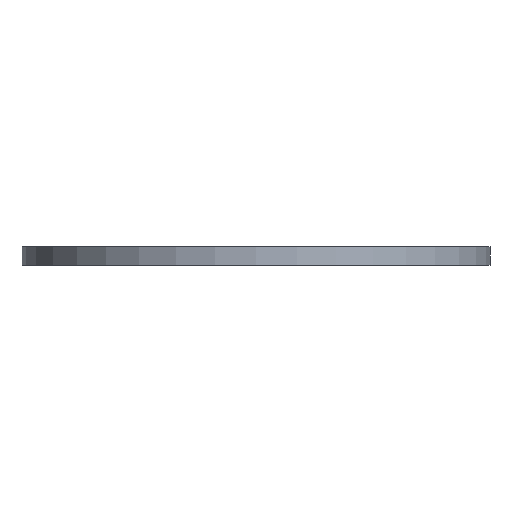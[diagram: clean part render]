
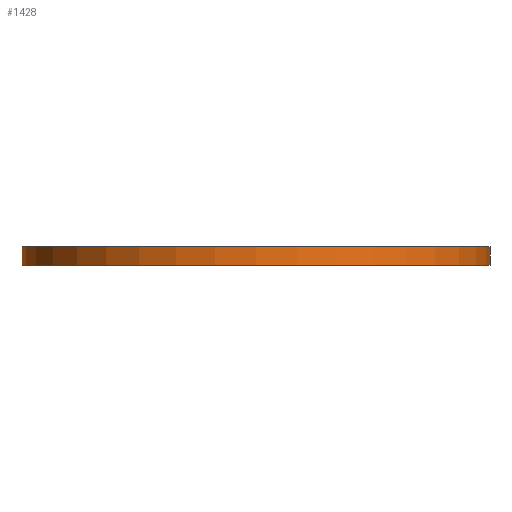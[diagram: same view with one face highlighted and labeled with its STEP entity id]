
A CAD part, front view. The second image highlights one B-rep face of the part: STEP entity #1428.
In plain terms, the highlighted cylindrical face has radius 87 mm (diameter 174 mm), a full revolution.
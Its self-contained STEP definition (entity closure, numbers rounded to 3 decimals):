
#115=CIRCLE('',#1504,87.);
#116=CIRCLE('',#1505,87.);
#146=FACE_OUTER_BOUND('',#274,.T.);
#274=EDGE_LOOP('',(#1235,#1236,#1237,#1238));
#324=LINE('',#4685,#370);
#370=VECTOR('',#1640,87.);
#711=VERTEX_POINT('',#4682);
#712=VERTEX_POINT('',#4684);
#906=EDGE_CURVE('',#711,#711,#115,.T.);
#907=EDGE_CURVE('',#711,#712,#324,.T.);
#908=EDGE_CURVE('',#712,#712,#116,.T.);
#1235=ORIENTED_EDGE('',*,*,#906,.F.);
#1236=ORIENTED_EDGE('',*,*,#907,.T.);
#1237=ORIENTED_EDGE('',*,*,#908,.T.);
#1238=ORIENTED_EDGE('',*,*,#907,.F.);
#1380=CYLINDRICAL_SURFACE('',#1503,87.);
#1428=ADVANCED_FACE('',(#146),#1380,.T.);
#1503=AXIS2_PLACEMENT_3D('',#4681,#1636,#1637);
#1504=AXIS2_PLACEMENT_3D('',#4683,#1638,#1639);
#1505=AXIS2_PLACEMENT_3D('',#4686,#1641,#1642);
#1636=DIRECTION('center_axis',(0.,0.,-1.));
#1637=DIRECTION('ref_axis',(-1.,0.,0.));
#1638=DIRECTION('center_axis',(0.,0.,-1.));
#1639=DIRECTION('ref_axis',(-1.,0.,0.));
#1640=DIRECTION('',(0.,0.,1.));
#1641=DIRECTION('center_axis',(0.,0.,-1.));
#1642=DIRECTION('ref_axis',(-1.,0.,0.));
#4681=CARTESIAN_POINT('Origin',(75.,0.,0.));
#4682=CARTESIAN_POINT('',(162.,0.,-7.));
#4683=CARTESIAN_POINT('Origin',(75.,0.,-7.));
#4684=CARTESIAN_POINT('',(162.,0.,0.));
#4685=CARTESIAN_POINT('',(162.,0.,0.));
#4686=CARTESIAN_POINT('Origin',(75.,0.,0.));
